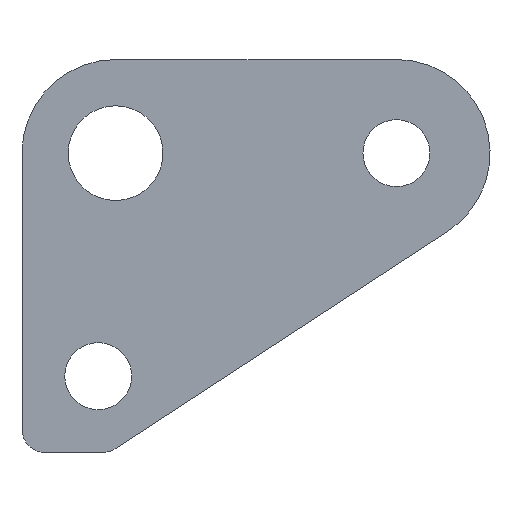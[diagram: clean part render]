
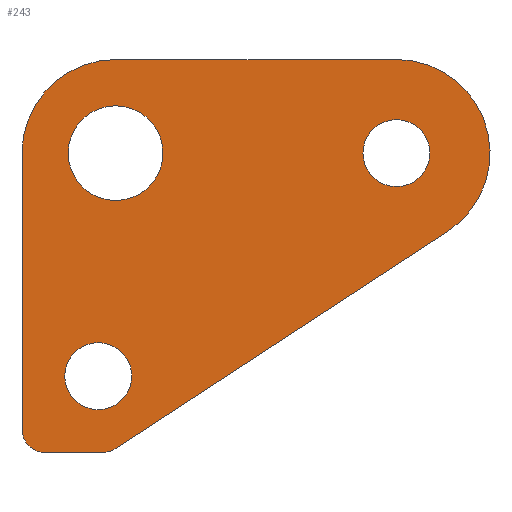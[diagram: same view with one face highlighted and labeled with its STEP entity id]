
A CAD part, left-side view. The second image highlights one B-rep face of the part: STEP entity #243.
In plain terms, the highlighted planar face has unit normal (-1, 0, 0).
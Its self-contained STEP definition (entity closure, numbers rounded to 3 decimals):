
#15=FACE_BOUND('',#45,.T.);
#16=FACE_BOUND('',#46,.T.);
#17=FACE_BOUND('',#47,.T.);
#22=PLANE('',#276);
#31=FACE_OUTER_BOUND('',#44,.T.);
#44=EDGE_LOOP('',(#182,#183,#184,#185,#186,#187,#188,#189));
#45=EDGE_LOOP('',(#190));
#46=EDGE_LOOP('',(#191));
#47=EDGE_LOOP('',(#192));
#64=LINE('',#394,#83);
#66=LINE('',#402,#85);
#67=LINE('',#406,#86);
#68=LINE('',#409,#87);
#83=VECTOR('',#320,10.);
#85=VECTOR('',#328,10.);
#86=VECTOR('',#331,10.);
#87=VECTOR('',#334,10.);
#97=CIRCLE('',#267,1.45);
#99=CIRCLE('',#270,1.45);
#102=CIRCLE('',#274,2.05);
#103=CIRCLE('',#277,1.);
#104=CIRCLE('',#278,4.05);
#105=CIRCLE('',#279,4.05);
#106=CIRCLE('',#280,1.);
#111=VERTEX_POINT('',#370);
#113=VERTEX_POINT('',#376);
#116=VERTEX_POINT('',#384);
#119=VERTEX_POINT('',#391);
#120=VERTEX_POINT('',#393);
#121=VERTEX_POINT('',#397);
#122=VERTEX_POINT('',#399);
#123=VERTEX_POINT('',#401);
#124=VERTEX_POINT('',#403);
#125=VERTEX_POINT('',#405);
#126=VERTEX_POINT('',#407);
#133=EDGE_CURVE('',#111,#111,#97,.T.);
#136=EDGE_CURVE('',#113,#113,#99,.T.);
#141=EDGE_CURVE('',#116,#116,#102,.T.);
#144=EDGE_CURVE('',#120,#119,#64,.T.);
#146=EDGE_CURVE('',#121,#120,#103,.T.);
#147=EDGE_CURVE('',#119,#122,#104,.T.);
#148=EDGE_CURVE('',#122,#123,#66,.T.);
#149=EDGE_CURVE('',#123,#124,#105,.T.);
#150=EDGE_CURVE('',#124,#125,#67,.T.);
#151=EDGE_CURVE('',#125,#126,#106,.T.);
#152=EDGE_CURVE('',#126,#121,#68,.T.);
#182=ORIENTED_EDGE('',*,*,#146,.T.);
#183=ORIENTED_EDGE('',*,*,#144,.T.);
#184=ORIENTED_EDGE('',*,*,#147,.T.);
#185=ORIENTED_EDGE('',*,*,#148,.T.);
#186=ORIENTED_EDGE('',*,*,#149,.T.);
#187=ORIENTED_EDGE('',*,*,#150,.T.);
#188=ORIENTED_EDGE('',*,*,#151,.T.);
#189=ORIENTED_EDGE('',*,*,#152,.T.);
#190=ORIENTED_EDGE('',*,*,#133,.T.);
#191=ORIENTED_EDGE('',*,*,#136,.T.);
#192=ORIENTED_EDGE('',*,*,#141,.T.);
#243=ADVANCED_FACE('',(#31,#15,#16,#17),#22,.F.);
#267=AXIS2_PLACEMENT_3D('',#371,#297,#298);
#270=AXIS2_PLACEMENT_3D('',#377,#304,#305);
#274=AXIS2_PLACEMENT_3D('',#386,#314,#315);
#276=AXIS2_PLACEMENT_3D('',#396,#322,#323);
#277=AXIS2_PLACEMENT_3D('',#398,#324,#325);
#278=AXIS2_PLACEMENT_3D('',#400,#326,#327);
#279=AXIS2_PLACEMENT_3D('',#404,#329,#330);
#280=AXIS2_PLACEMENT_3D('',#408,#332,#333);
#297=DIRECTION('center_axis',(1.,0.,0.));
#298=DIRECTION('ref_axis',(0.,1.,0.));
#304=DIRECTION('center_axis',(1.,0.,0.));
#305=DIRECTION('ref_axis',(0.,1.,0.));
#314=DIRECTION('center_axis',(1.,0.,0.));
#315=DIRECTION('ref_axis',(0.,1.,0.));
#320=DIRECTION('',(0.,-0.837,0.547));
#322=DIRECTION('center_axis',(1.,0.,0.));
#323=DIRECTION('ref_axis',(0.,1.,0.));
#324=DIRECTION('center_axis',(-1.,0.,0.));
#325=DIRECTION('ref_axis',(0.,-0.285,-0.958));
#326=DIRECTION('center_axis',(-1.,0.,0.));
#327=DIRECTION('ref_axis',(0.,1.,0.));
#328=DIRECTION('',(0.,1.,0.));
#329=DIRECTION('center_axis',(-1.,0.,0.));
#330=DIRECTION('ref_axis',(0.,1.,0.));
#331=DIRECTION('',(0.,0.,-1.));
#332=DIRECTION('center_axis',(-1.,0.,0.));
#333=DIRECTION('ref_axis',(0.,0.707,-0.707));
#334=DIRECTION('',(0.,-1.,0.));
#370=CARTESIAN_POINT('',(-11.,3.313,22.739));
#371=CARTESIAN_POINT('Origin',(-11.,4.763,22.739));
#376=CARTESIAN_POINT('',(-11.,16.213,13.089));
#377=CARTESIAN_POINT('Origin',(-11.,17.663,13.089));
#384=CARTESIAN_POINT('',(-11.,14.863,22.739));
#386=CARTESIAN_POINT('Origin',(-11.,16.913,22.739));
#391=CARTESIAN_POINT('',(-11.,2.547,19.349));
#393=CARTESIAN_POINT('',(-11.,16.928,9.952));
#394=CARTESIAN_POINT('',(-11.,15.953,10.589));
#396=CARTESIAN_POINT('Origin',(-11.,22.338,24.236));
#397=CARTESIAN_POINT('',(-11.,17.475,9.789));
#398=CARTESIAN_POINT('Origin',(-11.,17.475,10.789));
#399=CARTESIAN_POINT('',(-11.,4.763,26.789));
#400=CARTESIAN_POINT('Origin',(-11.,4.763,22.739));
#401=CARTESIAN_POINT('',(-11.,16.913,26.789));
#402=CARTESIAN_POINT('',(-11.,4.763,26.789));
#403=CARTESIAN_POINT('',(-11.,20.963,22.739));
#404=CARTESIAN_POINT('Origin',(-11.,16.913,22.739));
#405=CARTESIAN_POINT('',(-11.,20.963,10.789));
#406=CARTESIAN_POINT('',(-11.,20.963,10.589));
#407=CARTESIAN_POINT('',(-11.,19.963,9.789));
#408=CARTESIAN_POINT('Origin',(-11.,19.963,10.789));
#409=CARTESIAN_POINT('',(-11.,17.163,9.789));
